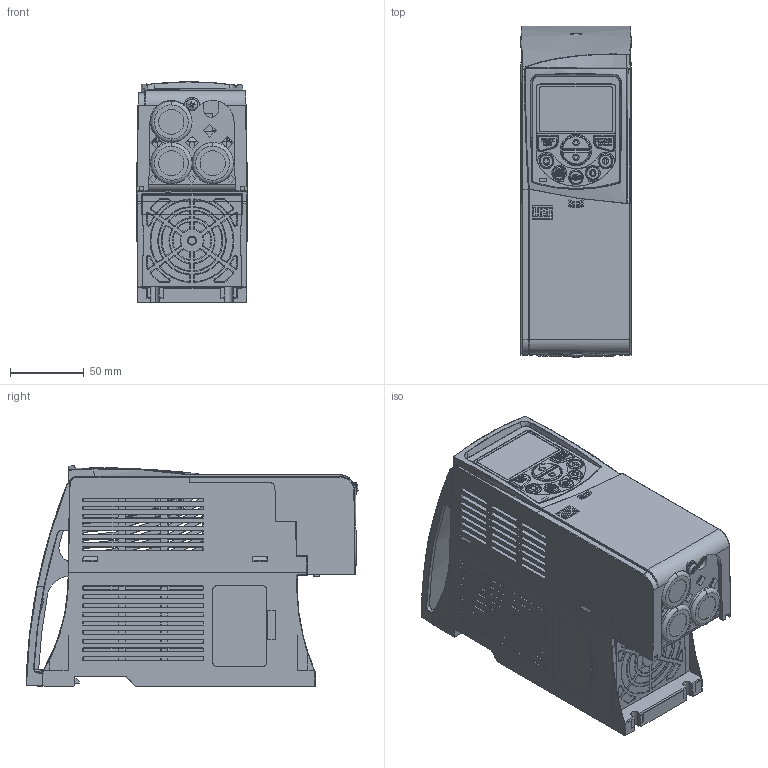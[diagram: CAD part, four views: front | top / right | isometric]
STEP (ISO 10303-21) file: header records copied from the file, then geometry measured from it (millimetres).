
FILE_DESCRIPTION (( 'STEP AP214' ), '1' );
FILE_NAME ('11527460 b.STEP', '2021-07-14T12:04:12', ( '' ), ( '' ), 'SwSTEP 2.0', 'SolidWorks 2017', '' );
FILE_SCHEMA (( 'AUTOMOTIVE_DESIGN' ));
Length unit declared in the file: inch
Products named in the file (1): 11527460 b
Bounding box: 75.22 x 225 x 149.48 mm (x, y, z)
Volume: 1132947.1 mm3; surface area: 286462.1 mm2
Topology: 20 solids, 21 shells, 5675 faces, 15247 edges, 9758 vertices
Faces by surface type: plane 2923, bspline 1155, cylinder 1015, cone 582
Entity records: 219113 total; most frequent: CARTESIAN_POINT 85256, ORIENTED_EDGE 30414, DIRECTION 23519, EDGE_CURVE 15207, VERTEX_POINT 9758, VECTOR 9219, LINE 9219, AXIS2_PLACEMENT_3D 7150
